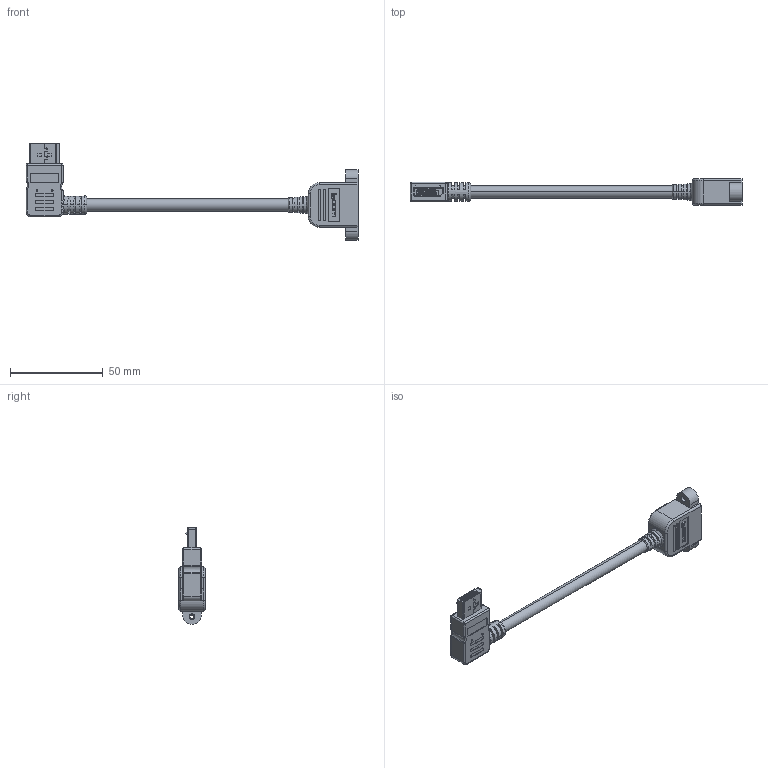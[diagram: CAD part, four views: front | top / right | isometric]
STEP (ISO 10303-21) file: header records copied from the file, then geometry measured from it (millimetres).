
FILE_DESCRIPTION (( 'STEP AP214' ), '1' );
FILE_NAME ('DPA00001-010I.STEP', '2018-02-16T21:52:15', ( '' ), ( '' ), 'SwSTEP 2.0', 'SolidWorks 2017', '' );
FILE_SCHEMA (( 'AUTOMOTIVE_DESIGN' ));
Length unit declared in the file: inch
Products named in the file (12): 1AH04-004-HOUSING; DPA00001-MA1; DPA00001-MA2; DPA00001-MA2_NEW L-COM LOGO; 1AH04-006-MA1___; 1AH04-004-COVER; DPA00001-MA1_LOGOS FLIPPED 180ø; 1AH04-004-SHELL; 1AJ04-028___; 1AH04-004; 1AL08-275_5" LONG; DPA00001-010I
Assembly tree (12 placements, depth 4):
  DPA00001-010I
    1AL08-275_5" LONG
    DPA00001-MA1
      DPA00001-MA1_LOGOS FLIPPED 180ø
      1AH04-006-MA1___
    DPA00001-MA2
      DPA00001-MA2_NEW L-COM LOGO
      1AH04-004
        1AH04-004-SHELL
        1AH04-004-HOUSING
        1AH04-004-COVER
      1AJ04-028___  x2
Bounding box: 178.54 x 14.8 x 51.97 mm (x, y, z)
Volume: 19839.3 mm3; surface area: 15728.9 mm2
Topology: 34 solids, 34 shells, 2510 faces, 6933 edges, 4535 vertices
Faces by surface type: plane 1721, cylinder 650, bspline 94, torus 21, sphere 12, cone 12
Entity records: 98316 total; most frequent: CARTESIAN_POINT 18001, ORIENTED_EDGE 13666, DIRECTION 12596, EDGE_CURVE 6833, VECTOR 5230, LINE 5230, VERTEX_POINT 4477, AXIS2_PLACEMENT_3D 3683
